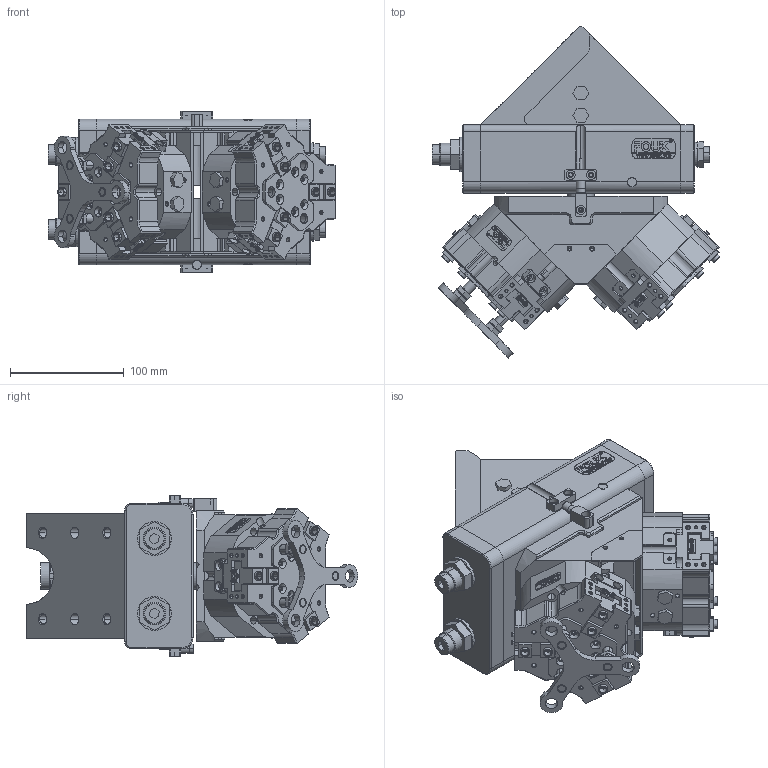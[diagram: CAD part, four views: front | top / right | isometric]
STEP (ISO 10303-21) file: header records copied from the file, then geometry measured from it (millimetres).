
FILE_DESCRIPTION (( 'STEP AP203' ), '1' );
FILE_NAME ('TG40-TZ75-119-0¡ã.STEP', '2024-12-19T01:48:52', ( 'USER-' ), ( 'Microsoft' ), 'SwSTEP 2.0', 'SolidWorks 2018', '' );
FILE_SCHEMA (( 'CONFIG_CONTROL_DESIGN' ));
Length unit declared in the file: millimetre
Products named in the file (59): 揤輸蚾饜极; TZ75-119-C30杅耀.sldasm-Part-4; TG40.sldasm-Part-37; 揤輸蚾饜极-1; 38x18-R5; TZ75-119-C30杅耀.sldasm-Part-9; TZ75-119-C30杅耀.sldasm-Part-14; TG40.sldasm-Part-28; TG40-M-02眻褒輸; TG40.sldasm-Part-12; TZ75-119-C30杅耀.sldasm-Part-3; TG40.sldasm-Part-7; TZ75-119-C30杅耀.sldasm-Part-22; TG40.sldasm-Part-22; TZ75-119-C30杅耀.sldasm-Part-16; TZ75-119; M14-1.5-70蹟翐; TZ75-119-C30杅耀.sldasm-Part-28; TG40.sldasm-Part-14; TG40.sldasm-Part-13; TG40.sldasm-Part-21; TZ75-119-C30杅耀.sldasm-Part-23; TG40-M-12 茞癹弇傷裔; M14杶蚾; 25x12-R3; TG40.sldasm-Part-19; 揤輸杅耀.sldasm-Part-9; TZ75-119-C30杅耀.sldasm-Part-5; TG40.sldasm-Part-6; TG40.sldasm-Part-20; 埴翐芛(GB_FASTENER_SCREWS_HSHCS M2X8-N); 揤輸蚾饜极-2; TZ75-119-C30杅耀.sldasm-Part-13; TZ75-119-C30杅耀.sldasm-Part-19; TG40.sldasm-Part-41; TZ75-119-C30杅耀.sldasm-Part-2; TG40.sldasm-Part-11; TG40.sldasm-Part-25; TG40-M-05遣喳傷裔; TG40.sldasm-Part-29 ...
Assembly tree (93 placements, depth 4):
  TG40-TZ75-119-0°
    TG40
      TG40.sldasm-Part-6
      TG40.sldasm-Part-7
      TG40.sldasm-Part-8
      TG40.sldasm-Part-9
      TG40.sldasm-Part-11
      TG40.sldasm-Part-12
      TG40.sldasm-Part-13
      TG40.sldasm-Part-14
      TG40.sldasm-Part-19
      TG40.sldasm-Part-20
      TG40.sldasm-Part-21
      TG40.sldasm-Part-22
      TG40.sldasm-Part-25
      TG40.sldasm-Part-26
      TG40.sldasm-Part-27
      TG40.sldasm-Part-28
      TG40.sldasm-Part-29
      TG40.sldasm-Part-34
      TG40.sldasm-Part-35
      TG40.sldasm-Part-37
      TG40.sldasm-Part-41
      TG40-M-12 茞癹弇傷裔
      M14杶蚾  x2
      M14-1.5-70蹟翐  x2
      TG40-M-02眻褒輸
      TG40-M-05遣喳傷裔
      38x18-R5
    TZ75-119-C30
      揤輸蚾饜极
        揤輸杅耀.sldasm-Part-9
        埴翐芛(GB_FASTENER_SCREWS_HSHCS M2X8-N)  x2
      揤輸蚾饜极-1
        揤輸杅耀.sldasm-Part-9
        埴翐芛(GB_FASTENER_SCREWS_HSHCS M2X8-N)  x2
      揤輸蚾饜极-2
        揤輸杅耀.sldasm-Part-9
        埴翐芛(GB_FASTENER_SCREWS_HSHCS M2X8-N)  x2
      TZ75-119-C30杅耀.sldasm-Part-1
      TZ75-119-C30杅耀.sldasm-Part-2
      TZ75-119-C30杅耀.sldasm-Part-3
      TZ75-119-C30杅耀.sldasm-Part-4
      TZ75-119-C30杅耀.sldasm-Part-5
      TZ75-119-C30杅耀.sldasm-Part-6
      TZ75-119-C30杅耀.sldasm-Part-7
      TZ75-119-C30杅耀.sldasm-Part-8
      TZ75-119-C30杅耀.sldasm-Part-9
      TZ75-119-C30杅耀.sldasm-Part-10  x2
      TZ75-119-C30杅耀.sldasm-Part-11
      TZ75-119-C30杅耀.sldasm-Part-13
      TZ75-119-C30杅耀.sldasm-Part-14
      TZ75-119-C30杅耀.sldasm-Part-16
      TZ75-119-C30杅耀.sldasm-Part-18
      TZ75-119-C30杅耀.sldasm-Part-19
      TZ75-119-C30杅耀.sldasm-Part-21  x3
      TZ75-119-C30杅耀.sldasm-Part-22
      TZ75-119-C30杅耀.sldasm-Part-23
      TZ75-119-C30杅耀.sldasm-Part-27
      TZ75-119-C30杅耀.sldasm-Part-28
Bounding box: 253.45 x 292.15 x 142 mm (x, y, z)
Volume: 3959371.1 mm3; surface area: 493535 mm2
Topology: 95 solids, 109 shells, 4740 faces, 12036 edges, 7622 vertices
Faces by surface type: plane 2188, cylinder 1286, cone 738, bspline 465, torus 63
Entity records: 101056 total; most frequent: CARTESIAN_POINT 27825, ORIENTED_EDGE 13852, DIRECTION 13292, EDGE_CURVE 6926, AXIS2_PLACEMENT_3D 4556, VERTEX_POINT 4467, VECTOR 4180, LINE 4180
